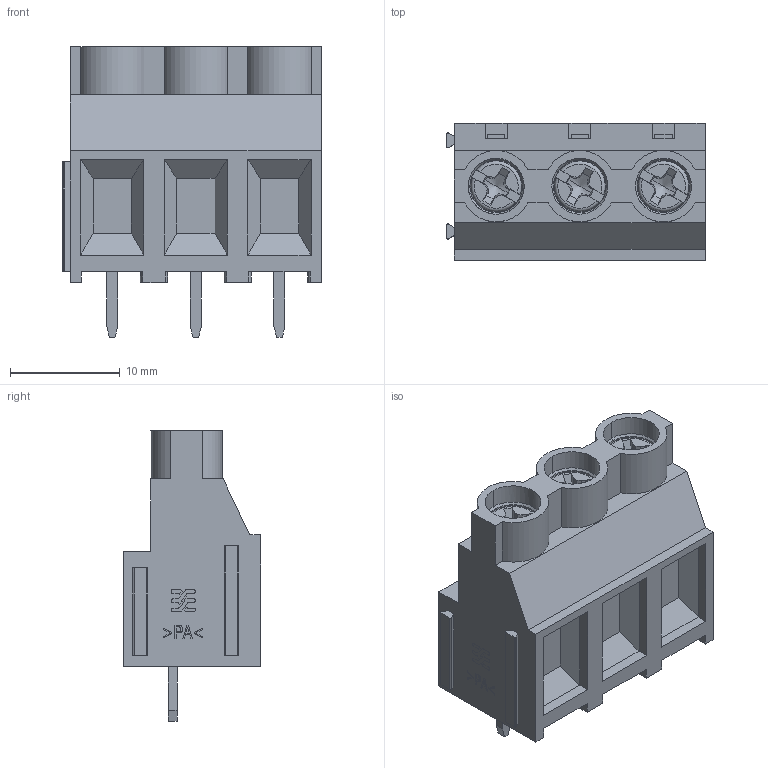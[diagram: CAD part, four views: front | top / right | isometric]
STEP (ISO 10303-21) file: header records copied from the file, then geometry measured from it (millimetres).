
FILE_DESCRIPTION(('CATIA V5 STEP Exchange','CAx-IF Rec.Pracs.--- Model Styling and Organization---1.5--- 2016-08-15','CAx-IF Rec.Pracs.---Supplemental Geometry---1.0---2011-11-01','CAx-IF Rec.Pracs.--- Composite Materials ---1.1---2010-07-15'),'2;1');
FILE_NAME ('D1623167_1', '2025-08-01T12:57:04+00:00', ('none'), ('Weidmueller'), 'CATIA Version 5-6 Release 2024 SP4', 'CATIA V5 STEP AP214 v3', 'none');
FILE_SCHEMA(('AUTOMOTIVE_DESIGN { 1 0 10303 214 1 1 1 1 }'));
Products named in the file (1): 2726230000
Bounding box: 23.55 x 12.5 x 26.5 mm (x, y, z)
Volume: 4075 mm3; surface area: 2637.7 mm2
Topology: 1 solids, 1 shells, 1885 faces, 5661 edges, 3802 vertices
Faces by surface type: plane 1685, bspline 80, cylinder 60, cone 42, torus 18
Entity records: 63705 total; most frequent: CARTESIAN_POINT 14306, ORIENTED_EDGE 11310, DIRECTION 8473, EDGE_CURVE 5655, VECTOR 4989, LINE 4989, VERTEX_POINT 3802, EDGE_LOOP 1915
